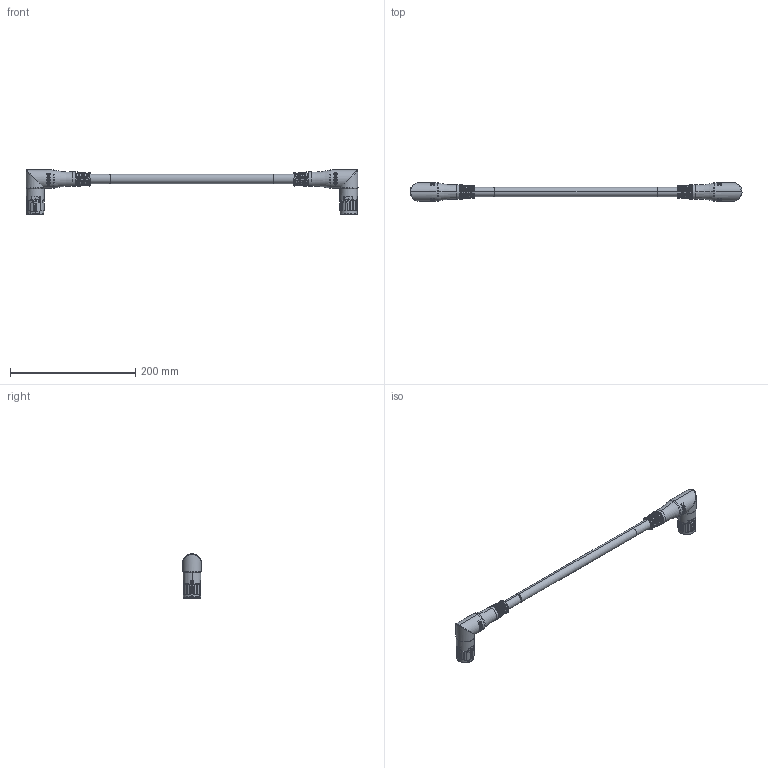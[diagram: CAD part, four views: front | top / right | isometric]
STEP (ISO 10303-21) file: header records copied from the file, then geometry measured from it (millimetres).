
FILE_DESCRIPTION((''),'2;1');
FILE_NAME('175R8801_ASM','2017-04-07T',('U254953'),(''),'CREO PARAMETRIC BY PTC INC, 2015480','CREO PARAMETRIC BY PTC INC, 2015480','');
FILE_SCHEMA(('CONFIG_CONTROL_DESIGN'));
Length unit declared in the file: millimetre
Products named in the file (4): 175G8800; 175G8802; 175G8804; 175R8801_ASM
Assembly tree (3 placements, depth 2):
  175R8801_ASM
    175G8800
    175G8802
    175G8804
Bounding box: 529.7 x 29.7 x 70.65 mm (x, y, z)
Volume: 203972.3 mm3; surface area: 61391 mm2
Topology: 5 solids, 5 shells, 5813 faces, 15604 edges, 9906 vertices
Faces by surface type: plane 2272, cylinder 1618, cone 659, torus 575, bspline 439, extrusion 152, sphere 98
Entity records: 209261 total; most frequent: CARTESIAN_POINT 69994, ORIENTED_EDGE 31036, DIRECTION 26936, EDGE_CURVE 15518, AXIS2_PLACEMENT_3D 10515, VERTEX_POINT 9904, EDGE_LOOP 6158, VECTOR 5906
